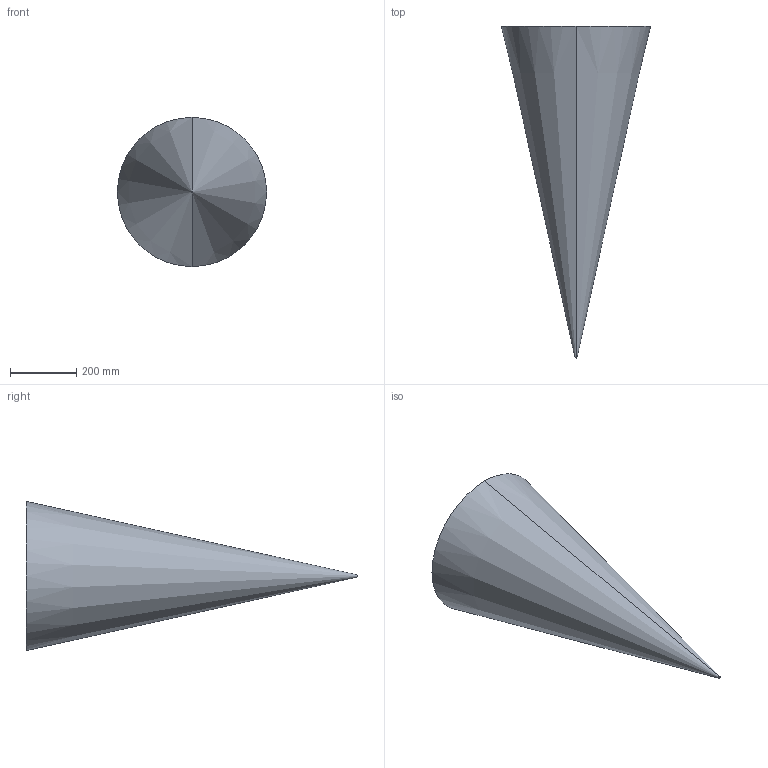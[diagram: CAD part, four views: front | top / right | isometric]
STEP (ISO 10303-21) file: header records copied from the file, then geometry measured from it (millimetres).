
FILE_DESCRIPTION (( 'STEP AP214' ), '1' );
FILE_NAME ('FOV.STEP', '2017-10-26T04:56:36', ( '' ), ( '' ), 'SwSTEP 2.0', 'SolidWorks 2015', '' );
FILE_SCHEMA (( 'AUTOMOTIVE_DESIGN' ));
Length unit declared in the file: metre
Products named in the file (1): FOV
Bounding box: 449.39 x 1000 x 449.39 mm (x, y, z)
Volume: 53585910.7 mm3; surface area: 891331.6 mm2
Topology: 1 solids, 1 shells, 4 faces, 6 edges, 4 vertices
Faces by surface type: cone 2, plane 2
Entity records: 172 total; most frequent: DIRECTION 20, CARTESIAN_POINT 15, ORIENTED_EDGE 12, AXIS2_PLACEMENT_3D 9, UNCERTAINTY_MEASURE_WITH_UNIT 7, EDGE_CURVE 6, MECHANICAL_DESIGN_GEOMETRIC_PRESENTATION_REPRESENTATION 6, SURFACE_SIDE_STYLE 6
